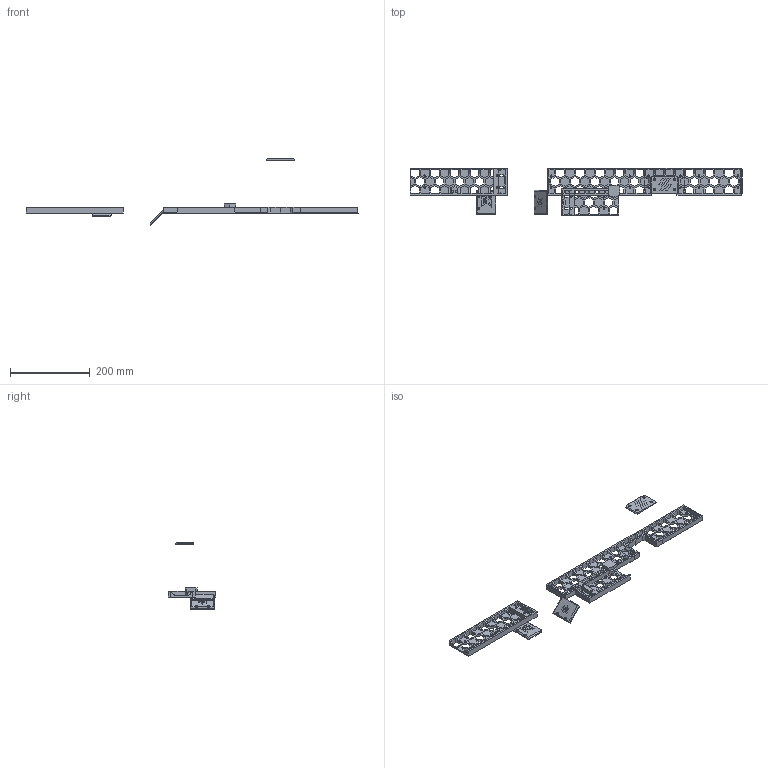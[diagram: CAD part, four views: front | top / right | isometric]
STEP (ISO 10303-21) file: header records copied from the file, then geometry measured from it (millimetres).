
FILE_DESCRIPTION(/* description */ (''),/* implementation_level */ '2;1');
FILE_NAME(/* name */ 'CornerCover_DWLOGO_RIGHT.step',/* time_stamp */ '2021-11-09T21:44:14+01:00',/* author */ (''),/* organization */ (''),/* preprocessor_version */ 'ST-DEVELOPER v18.1',/* originating_system */ 'Autodesk Translation Framework v10.10.0.1391',/* authorisation */ '');
FILE_SCHEMA (('AUTOMOTIVE_DESIGN { 1 0 10303 214 3 1 1 }'));
Length unit declared in the file: millimetre
Products named in the file (1): SwitchWireSkirts
Bounding box: 835 x 120 x 166.94 mm (x, y, z)
Volume: 352645.5 mm3; surface area: 187190 mm2
Topology: 9 solids, 9 shells, 1085 faces, 3058 edges, 1989 vertices
Faces by surface type: plane 1002, cylinder 83
Full cylindrical faces by diameter (mm): 3.6 x24, 4.7 x4, 6 x14
Entity records: 34604 total; most frequent: CARTESIAN_POINT 6130, ORIENTED_EDGE 6112, DIRECTION 5413, EDGE_CURVE 3056, LINE 2871, VECTOR 2871, VERTEX_POINT 1988, AXIS2_PLACEMENT_3D 1271
